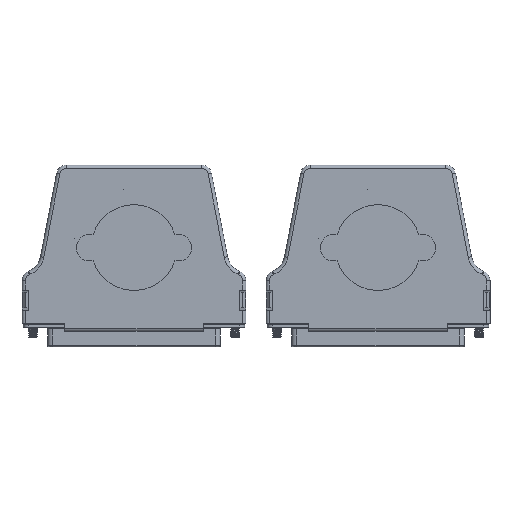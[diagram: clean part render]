
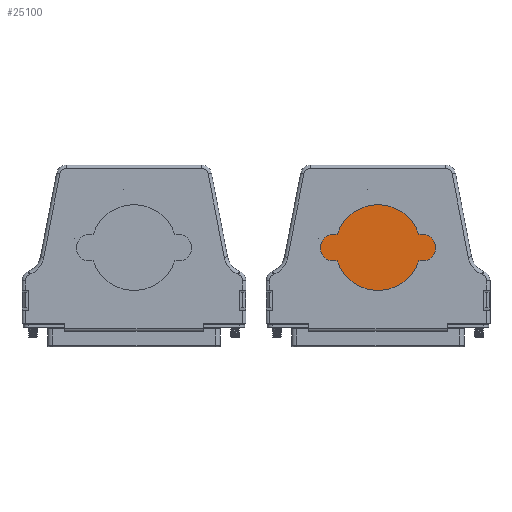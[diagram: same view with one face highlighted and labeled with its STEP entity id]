
A CAD part, front view. The second image highlights one B-rep face of the part: STEP entity #25100.
In plain terms, the highlighted face is planar.
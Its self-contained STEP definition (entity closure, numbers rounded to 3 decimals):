
#47 = ORIENTED_EDGE ( 'NONE', *, *, #11465, .F. ) ;
#1722 = VECTOR ( 'NONE', #2677, 1000. ) ;
#1729 = ORIENTED_EDGE ( 'NONE', *, *, #19179, .F. ) ;
#1832 = CIRCLE ( 'NONE', #39662, 4. ) ;
#2305 = DIRECTION ( 'NONE',  ( 0., 0., 1. ) ) ;
#2677 = DIRECTION ( 'NONE',  ( 1., 0., 0. ) ) ;
#4078 = EDGE_CURVE ( 'NONE', #38009, #9758, #4751, .T. ) ;
#4116 = DIRECTION ( 'NONE',  ( 1., 0., 0. ) ) ;
#4179 = DIRECTION ( 'NONE',  ( 0., 0., 1. ) ) ;
#4751 = LINE ( 'NONE', #5480, #32845 ) ;
#4938 = VECTOR ( 'NONE', #45821, 1000. ) ;
#5244 = DIRECTION ( 'NONE',  ( 1., 0., 0. ) ) ;
#5480 = CARTESIAN_POINT ( 'NONE',  ( 0., 19., -0.5 ) ) ;
#5950 = DIRECTION ( 'NONE',  ( 1., 0., 0. ) ) ;
#6215 = CARTESIAN_POINT ( 'NONE',  ( 12.369, 19., -0.5 ) ) ;
#8223 = VECTOR ( 'NONE', #25147, 1000. ) ;
#8249 = DIRECTION ( 'NONE',  ( 0., 0., 1. ) ) ;
#9060 = VERTEX_POINT ( 'NONE', #12030 ) ;
#9468 = CARTESIAN_POINT ( 'NONE',  ( 0., 27., -0.5 ) ) ;
#9758 = VERTEX_POINT ( 'NONE', #42900 ) ;
#10338 = VERTEX_POINT ( 'NONE', #14494 ) ;
#10383 = CARTESIAN_POINT ( 'NONE',  ( 13.5, 19., -0.5 ) ) ;
#10535 = FACE_OUTER_BOUND ( 'NONE', #24511, .T. ) ;
#10746 = AXIS2_PLACEMENT_3D ( 'NONE', #32593, #39165, #21255 ) ;
#11465 = EDGE_CURVE ( 'NONE', #10338, #9060, #38946, .T. ) ;
#11539 = CIRCLE ( 'NONE', #10746, 13. ) ;
#11814 = CARTESIAN_POINT ( 'NONE',  ( -13.5, 23., -0.5 ) ) ;
#11919 = ORIENTED_EDGE ( 'NONE', *, *, #46423, .T. ) ;
#12030 = CARTESIAN_POINT ( 'NONE',  ( -12.369, 27., -0.5 ) ) ;
#12124 = ORIENTED_EDGE ( 'NONE', *, *, #37371, .T. ) ;
#14075 = VERTEX_POINT ( 'NONE', #6215 ) ;
#14494 = CARTESIAN_POINT ( 'NONE',  ( -13.5, 27., -0.5 ) ) ;
#17777 = DIRECTION ( 'NONE',  ( 0., 0., 1. ) ) ;
#18353 = CIRCLE ( 'NONE', #45379, 4. ) ;
#19179 = EDGE_CURVE ( 'NONE', #25907, #47762, #33732, .T. ) ;
#21163 = PLANE ( 'NONE',  #35468 ) ;
#21255 = DIRECTION ( 'NONE',  ( 1., 0., 0. ) ) ;
#21306 = CARTESIAN_POINT ( 'NONE',  ( -13.5, 19., -0.5 ) ) ;
#24025 = AXIS2_PLACEMENT_3D ( 'NONE', #25834, #8249, #4116 ) ;
#24511 = EDGE_LOOP ( 'NONE', ( #1729, #28098, #47, #11919, #47282, #29818, #28703, #12124, #37797 ) ) ;
#24575 = CARTESIAN_POINT ( 'NONE',  ( 12.369, 27., -0.5 ) ) ;
#24994 = DIRECTION ( 'NONE',  ( 1., 0., 0. ) ) ;
#25100 = ADVANCED_FACE ( 'NONE', ( #10535 ), #21163, .T. ) ;
#25147 = DIRECTION ( 'NONE',  ( 1., 0., 0. ) ) ;
#25834 = CARTESIAN_POINT ( 'NONE',  ( 0., 23., -0.5 ) ) ;
#25907 = VERTEX_POINT ( 'NONE', #24575 ) ;
#26986 = DIRECTION ( 'NONE',  ( 0., 0., 1. ) ) ;
#28098 = ORIENTED_EDGE ( 'NONE', *, *, #38334, .T. ) ;
#28632 = CIRCLE ( 'NONE', #24025, 13. ) ;
#28703 = ORIENTED_EDGE ( 'NONE', *, *, #35178, .T. ) ;
#28774 = LINE ( 'NONE', #40405, #8223 ) ;
#29818 = ORIENTED_EDGE ( 'NONE', *, *, #40912, .T. ) ;
#31247 = CIRCLE ( 'NONE', #37453, 4. ) ;
#31371 = EDGE_CURVE ( 'NONE', #41572, #47762, #1832, .T. ) ;
#32270 = CARTESIAN_POINT ( 'NONE',  ( 17.5, 23., -0.5 ) ) ;
#32593 = CARTESIAN_POINT ( 'NONE',  ( 0., 23., -0.5 ) ) ;
#32845 = VECTOR ( 'NONE', #5244, 1000. ) ;
#33289 = VERTEX_POINT ( 'NONE', #10383 ) ;
#33732 = LINE ( 'NONE', #41974, #4938 ) ;
#35178 = EDGE_CURVE ( 'NONE', #14075, #33289, #28774, .T. ) ;
#35468 = AXIS2_PLACEMENT_3D ( 'NONE', #46781, #17777, #24994 ) ;
#37371 = EDGE_CURVE ( 'NONE', #33289, #41572, #18353, .T. ) ;
#37453 = AXIS2_PLACEMENT_3D ( 'NONE', #11814, #26986, #41538 ) ;
#37797 = ORIENTED_EDGE ( 'NONE', *, *, #31371, .T. ) ;
#38009 = VERTEX_POINT ( 'NONE', #21306 ) ;
#38334 = EDGE_CURVE ( 'NONE', #25907, #9060, #11539, .T. ) ;
#38946 = LINE ( 'NONE', #9468, #1722 ) ;
#39045 = CARTESIAN_POINT ( 'NONE',  ( 13.5, 23., -0.5 ) ) ;
#39165 = DIRECTION ( 'NONE',  ( 0., 0., 1. ) ) ;
#39662 = AXIS2_PLACEMENT_3D ( 'NONE', #45487, #4179, #45251 ) ;
#40405 = CARTESIAN_POINT ( 'NONE',  ( 0., 19., -0.5 ) ) ;
#40750 = CARTESIAN_POINT ( 'NONE',  ( 13.5, 27., -0.5 ) ) ;
#40912 = EDGE_CURVE ( 'NONE', #9758, #14075, #28632, .T. ) ;
#41538 = DIRECTION ( 'NONE',  ( 1., 0., 0. ) ) ;
#41572 = VERTEX_POINT ( 'NONE', #32270 ) ;
#41974 = CARTESIAN_POINT ( 'NONE',  ( 0., 27., -0.5 ) ) ;
#42900 = CARTESIAN_POINT ( 'NONE',  ( -12.369, 19., -0.5 ) ) ;
#45251 = DIRECTION ( 'NONE',  ( 1., 0., 0. ) ) ;
#45379 = AXIS2_PLACEMENT_3D ( 'NONE', #39045, #2305, #5950 ) ;
#45487 = CARTESIAN_POINT ( 'NONE',  ( 13.5, 23., -0.5 ) ) ;
#45821 = DIRECTION ( 'NONE',  ( 1., 0., 0. ) ) ;
#46423 = EDGE_CURVE ( 'NONE', #10338, #38009, #31247, .T. ) ;
#46781 = CARTESIAN_POINT ( 'NONE',  ( 0., 0., -0.5 ) ) ;
#47282 = ORIENTED_EDGE ( 'NONE', *, *, #4078, .T. ) ;
#47762 = VERTEX_POINT ( 'NONE', #40750 ) ;
